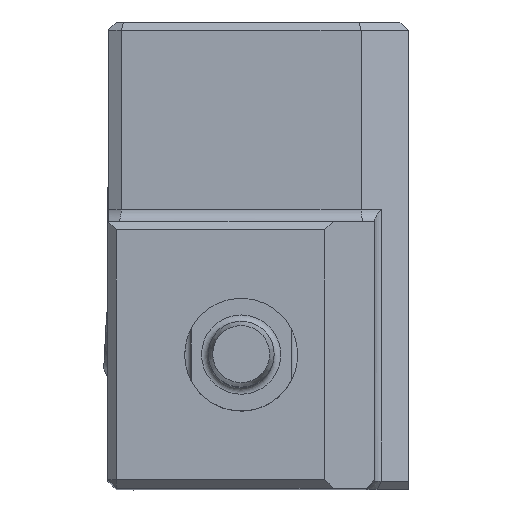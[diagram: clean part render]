
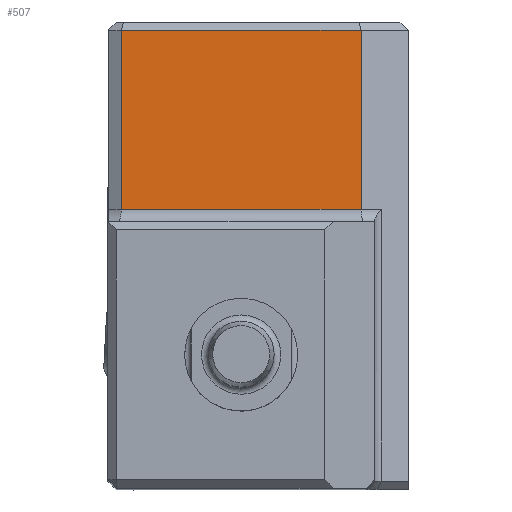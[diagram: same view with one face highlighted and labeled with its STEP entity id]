
A CAD part, top view. The second image highlights one B-rep face of the part: STEP entity #507.
In plain terms, the highlighted planar face has unit normal (0, 0, 1).
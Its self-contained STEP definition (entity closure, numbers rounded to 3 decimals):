
#507=ADVANCED_FACE('',(#825),#721,.T.);
#721=PLANE('',#4070);
#825=FACE_OUTER_BOUND('',#1023,.T.);
#1023=EDGE_LOOP('',(#1343,#1344,#1345,#1346));
#1343=ORIENTED_EDGE('',*,*,#2798,.T.);
#1344=ORIENTED_EDGE('',*,*,#2799,.T.);
#1345=ORIENTED_EDGE('',*,*,#2800,.T.);
#1346=ORIENTED_EDGE('',*,*,#2801,.T.);
#2397=VERTEX_POINT('',#5656);
#2420=VERTEX_POINT('',#5717);
#2421=VERTEX_POINT('',#5718);
#2422=VERTEX_POINT('',#5721);
#2798=EDGE_CURVE('',#2420,#2421,#3341,.T.);
#2799=EDGE_CURVE('',#2421,#2397,#3342,.T.);
#2800=EDGE_CURVE('',#2397,#2422,#3343,.T.);
#2801=EDGE_CURVE('',#2422,#2420,#3344,.T.);
#3341=LINE('',#5716,#3679);
#3342=LINE('',#5719,#3680);
#3343=LINE('',#5720,#3681);
#3344=LINE('',#5722,#3682);
#3679=VECTOR('',#4523,1.);
#3680=VECTOR('',#4524,1.);
#3681=VECTOR('',#4525,1.);
#3682=VECTOR('',#4526,1.);
#4070=AXIS2_PLACEMENT_3D('',#5723,#4527,#4528);
#4523=DIRECTION('',(0.,1.,0.));
#4524=DIRECTION('',(-1.,0.,0.));
#4525=DIRECTION('',(0.,-1.,0.));
#4526=DIRECTION('',(1.,0.,0.));
#4527=DIRECTION('',(0.,0.,1.));
#4528=DIRECTION('',(0.,-1.,0.));
#5656=CARTESIAN_POINT('',(-15.175,27.5,-44.));
#5716=CARTESIAN_POINT('',(-0.8,28.,-44.));
#5717=CARTESIAN_POINT('',(-0.8,16.775,-44.));
#5718=CARTESIAN_POINT('',(-0.8,27.5,-44.));
#5719=CARTESIAN_POINT('',(-37.988,27.5,-44.));
#5720=CARTESIAN_POINT('',(-15.175,28.,-44.));
#5721=CARTESIAN_POINT('',(-15.175,16.775,-44.));
#5722=CARTESIAN_POINT('',(-37.988,16.775,-44.));
#5723=CARTESIAN_POINT('',(-37.988,28.,-44.));
